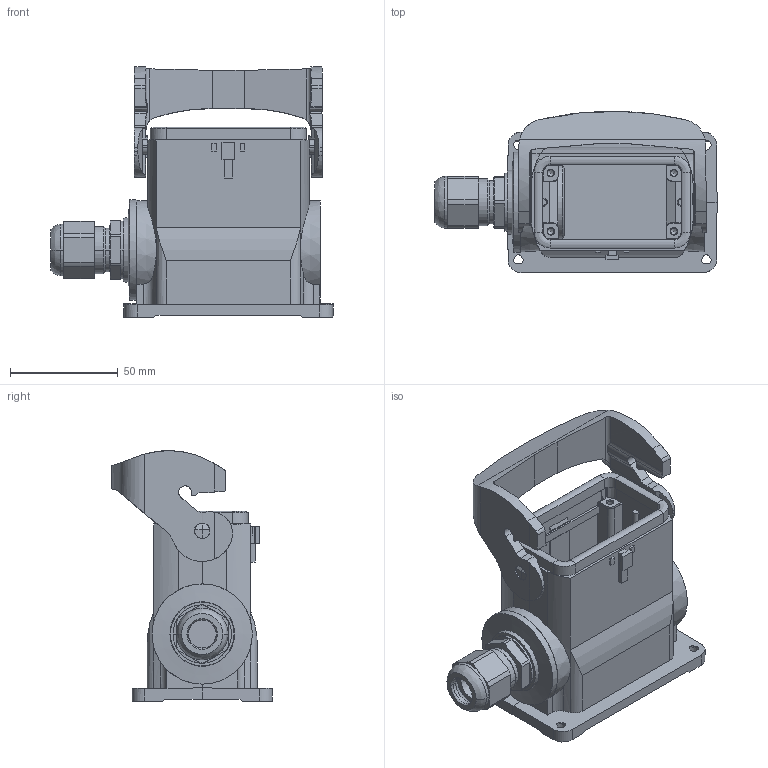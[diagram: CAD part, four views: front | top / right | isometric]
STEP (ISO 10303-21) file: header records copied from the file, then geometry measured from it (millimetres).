
FILE_DESCRIPTION(/* description */ (''),/* implementation_level */ '2;1');
FILE_NAME(/* name */ '100743156ugm000_c.stp',/* time_stamp */ '2022-03-12T05:32:19+01:00',/* author */ (''),/* organization */ (''),/* preprocessor_version */ 'ST-DEVELOPER v16.7',/* originating_system */ 'SIEMENS PLM Software NX 1911',/* authorisation */ '');
FILE_SCHEMA (('AUTOMOTIVE_DESIGN { 1 0 10303 214 3 1 1 1 }'));
Length unit declared in the file: millimetre
Products named in the file (1): 100743156ugm000_c
Bounding box: 130.65 x 74.45 x 116.04 mm (x, y, z)
Volume: 198634.3 mm3; surface area: 73089.4 mm2
Topology: 2 solids, 2 shells, 646 faces, 1925 edges, 1476 vertices
Faces by surface type: plane 394, cylinder 178, cone 56, torus 12, bspline 3, extrusion 3
Full cylindrical faces by diameter (mm): 2.733 x1, 3 x4, 3.23 x1, 3.4 x4, 3.5 x4, 7.2 x2, 20 x1, 30 x1, 46.4 x1
Entity records: 23949 total; most frequent: CARTESIAN_POINT 4847, DIRECTION 3496, ORIENTED_EDGE 3408, EDGE_CURVE 1704, VECTOR 1258, LINE 1255, VERTEX_POINT 1132, AXIS2_PLACEMENT_3D 1119
